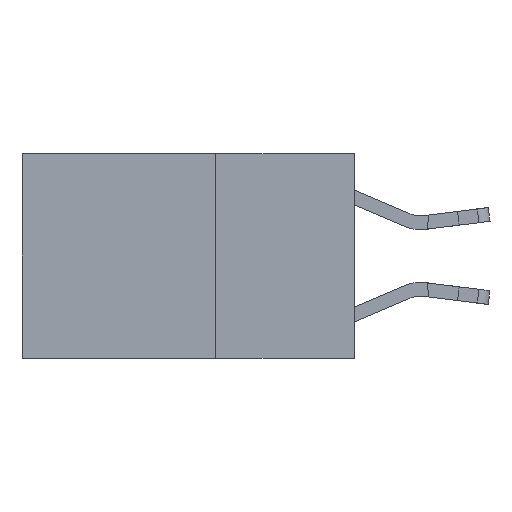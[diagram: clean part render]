
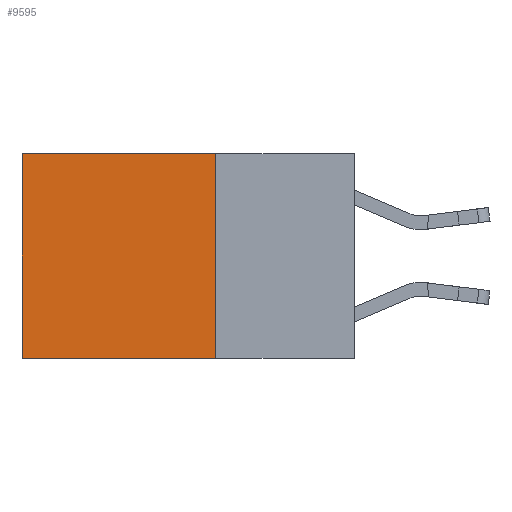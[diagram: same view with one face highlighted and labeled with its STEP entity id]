
A CAD part, left-side view. The second image highlights one B-rep face of the part: STEP entity #9595.
In plain terms, the highlighted planar face has unit normal (-1, 0, 0).
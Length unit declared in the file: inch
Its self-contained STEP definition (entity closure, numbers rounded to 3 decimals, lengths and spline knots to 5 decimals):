
#36 = VERTEX_POINT ( 'NONE', #7709 ) ;
#186 = EDGE_CURVE ( 'NONE', #36, #8764, #11584, .T. ) ;
#198 = DIRECTION ( 'NONE',  ( 0., 0., -1. ) ) ;
#697 = CARTESIAN_POINT ( 'NONE',  ( 0.2625, 0.25, 0. ) ) ;
#1910 = LINE ( 'NONE', #697, #8116 ) ;
#2107 = CARTESIAN_POINT ( 'NONE',  ( 0.2625, 0.6, 0. ) ) ;
#2162 = CARTESIAN_POINT ( 'NONE',  ( 0.2625, 0.25, 0. ) ) ;
#3141 = ORIENTED_EDGE ( 'NONE', *, *, #9598, .F. ) ;
#3186 = EDGE_CURVE ( 'NONE', #10400, #7553, #13392, .T. ) ;
#3198 = DIRECTION ( 'NONE',  ( 0., 0., -1. ) ) ;
#3409 = PLANE ( 'NONE',  #7419 ) ;
#3646 = CARTESIAN_POINT ( 'NONE',  ( 0.2625, 0.6, 0. ) ) ;
#4123 = EDGE_LOOP ( 'NONE', ( #8174, #3141, #11837, #13383 ) ) ;
#4351 = VECTOR ( 'NONE', #5670, 39.37008 ) ;
#5670 = DIRECTION ( 'NONE',  ( 0., 1., 0. ) ) ;
#6952 = VECTOR ( 'NONE', #3198, 39.37008 ) ;
#7107 = DIRECTION ( 'NONE',  ( 0., 1., 0. ) ) ;
#7419 = AXIS2_PLACEMENT_3D ( 'NONE', #7639, #11808, #198 ) ;
#7553 = VERTEX_POINT ( 'NONE', #13178 ) ;
#7639 = CARTESIAN_POINT ( 'NONE',  ( 0.2625, 0.25, 0. ) ) ;
#7709 = CARTESIAN_POINT ( 'NONE',  ( 0.2625, 0.25, 0. ) ) ;
#7762 = VECTOR ( 'NONE', #12432, 39.37008 ) ;
#8116 = VECTOR ( 'NONE', #7107, 39.37008 ) ;
#8174 = ORIENTED_EDGE ( 'NONE', *, *, #3186, .T. ) ;
#8664 = FACE_OUTER_BOUND ( 'NONE', #4123, .T. ) ;
#8764 = VERTEX_POINT ( 'NONE', #11708 ) ;
#8870 = CARTESIAN_POINT ( 'NONE',  ( 0.2625, 0.25, -0.37 ) ) ;
#9595 = ADVANCED_FACE ( 'NONE', ( #8664 ), #3409, .F. ) ;
#9598 = EDGE_CURVE ( 'NONE', #8764, #7553, #10923, .T. ) ;
#10400 = VERTEX_POINT ( 'NONE', #3646 ) ;
#10923 = LINE ( 'NONE', #8870, #4351 ) ;
#11584 = LINE ( 'NONE', #2162, #7762 ) ;
#11708 = CARTESIAN_POINT ( 'NONE',  ( 0.2625, 0.25, -0.37 ) ) ;
#11808 = DIRECTION ( 'NONE',  ( 1., 0., 0. ) ) ;
#11837 = ORIENTED_EDGE ( 'NONE', *, *, #186, .F. ) ;
#12363 = EDGE_CURVE ( 'NONE', #36, #10400, #1910, .T. ) ;
#12432 = DIRECTION ( 'NONE',  ( 0., 0., -1. ) ) ;
#13178 = CARTESIAN_POINT ( 'NONE',  ( 0.2625, 0.6, -0.37 ) ) ;
#13383 = ORIENTED_EDGE ( 'NONE', *, *, #12363, .T. ) ;
#13392 = LINE ( 'NONE', #2107, #6952 ) ;
